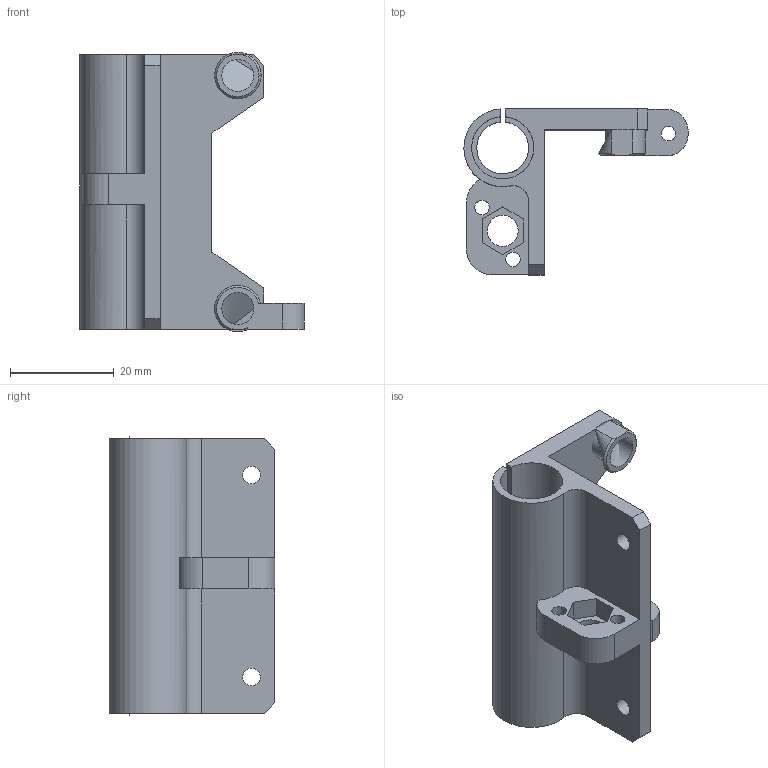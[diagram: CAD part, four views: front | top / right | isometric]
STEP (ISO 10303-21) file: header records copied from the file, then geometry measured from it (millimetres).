
FILE_DESCRIPTION(('FreeCAD Model'),'2;1');
FILE_NAME('Open CASCADE Shape Model','2023-05-27T10:56:24',('Author'),( ''),'Open CASCADE STEP processor 7.5','FreeCAD','Unknown');
FILE_SCHEMA(('AUTOMOTIVE_DESIGN { 1 0 10303 214 1 1 1 1 }'));
Length unit declared in the file: millimetre
Products named in the file (1): idler.R+holder
Bounding box: 43.29 x 32 x 53.99 mm (x, y, z)
Volume: 12176.2 mm3; surface area: 10238.1 mm2
Topology: 1 solids, 1 shells, 64 faces, 184 edges, 125 vertices
Faces by surface type: plane 39, cylinder 21, cone 4
Full cylindrical faces by diameter (mm): 2.8 x4, 3.4 x2, 6 x1, 6.2 x1, 9 x1
Entity records: 4939 total; most frequent: CARTESIAN_POINT 1249, DIRECTION 691, LINE 408, VECTOR 408, ORIENTED_EDGE 368, PCURVE 368, DEFINITIONAL_REPRESENTATION 368, EDGE_CURVE 184
